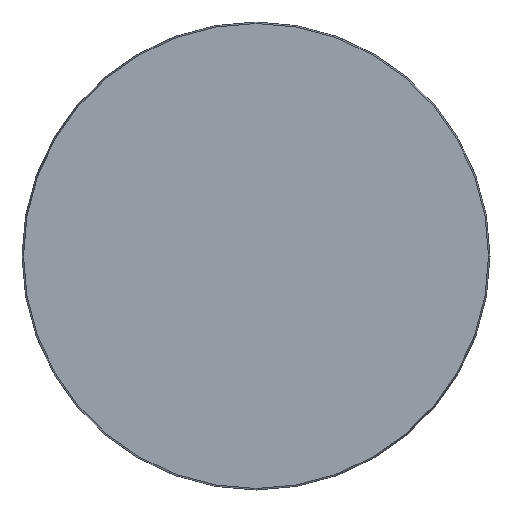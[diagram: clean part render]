
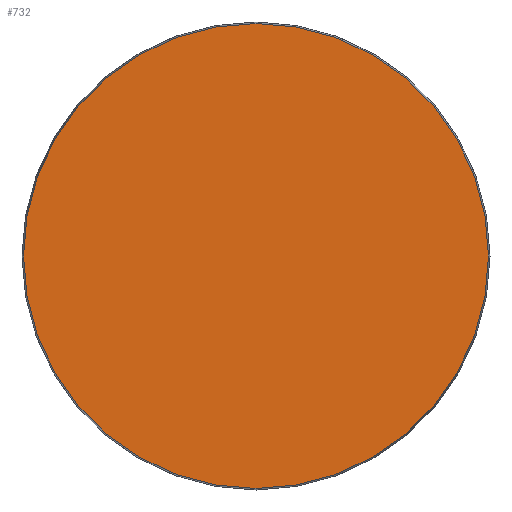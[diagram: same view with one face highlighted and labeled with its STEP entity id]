
A CAD part, front view. The second image highlights one B-rep face of the part: STEP entity #732.
In plain terms, the highlighted planar face has unit normal (0, -1, 0).
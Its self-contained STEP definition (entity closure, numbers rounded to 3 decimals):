
#21 = DIRECTION ( 'NONE',  ( 0., -1., 0. ) ) ;
#66 = CARTESIAN_POINT ( 'NONE',  ( 0., 0., 0. ) ) ;
#86 = FACE_OUTER_BOUND ( 'NONE', #521, .T. ) ;
#186 = AXIS2_PLACEMENT_3D ( 'NONE', #726, #731, #213 ) ;
#213 = DIRECTION ( 'NONE',  ( 0., 0., 1. ) ) ;
#305 = DIRECTION ( 'NONE',  ( 0., 0., -1. ) ) ;
#314 = PLANE ( 'NONE',  #186 ) ;
#395 = CARTESIAN_POINT ( 'NONE',  ( 0., 0., -88.425 ) ) ;
#435 = AXIS2_PLACEMENT_3D ( 'NONE', #66, #21, #305 ) ;
#512 = CIRCLE ( 'NONE', #435, 88.425 ) ;
#521 = EDGE_LOOP ( 'NONE', ( #524 ) ) ;
#524 = ORIENTED_EDGE ( 'NONE', *, *, #569, .T. ) ;
#569 = EDGE_CURVE ( 'NONE', #574, #574, #512, .T. ) ;
#574 = VERTEX_POINT ( 'NONE', #395 ) ;
#726 = CARTESIAN_POINT ( 'NONE',  ( -88.425, 0., 0. ) ) ;
#731 = DIRECTION ( 'NONE',  ( 0., 1., 0. ) ) ;
#732 = ADVANCED_FACE ( 'NONE', ( #86 ), #314, .F. ) ;
